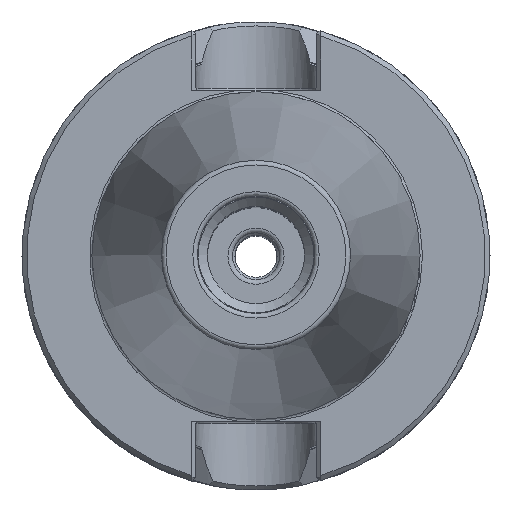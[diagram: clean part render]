
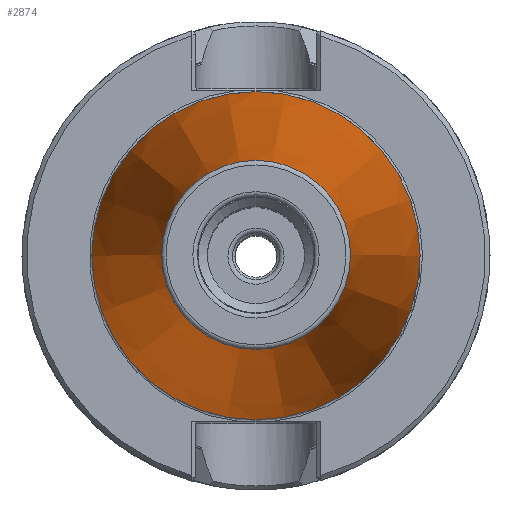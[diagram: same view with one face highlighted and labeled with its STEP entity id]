
A CAD part, top view. The second image highlights one B-rep face of the part: STEP entity #2874.
In plain terms, the highlighted conical face has half-angle 8.297 degrees and reference radius 20.204 mm.
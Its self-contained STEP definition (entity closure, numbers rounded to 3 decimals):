
#266=CONICAL_SURFACE('',#3054,20.204,0.145);
#346=ORIENTED_EDGE('',*,*,#794,.T.);
#347=ORIENTED_EDGE('',*,*,#793,.F.);
#793=EDGE_CURVE('',#1028,#1028,#1211,.T.);
#794=EDGE_CURVE('',#1029,#1029,#1212,.T.);
#1028=VERTEX_POINT('',#3964);
#1029=VERTEX_POINT('',#3967);
#1211=CIRCLE('',#3053,20.204);
#1212=CIRCLE('',#3055,35.065);
#1359=EDGE_LOOP('',(#346));
#1360=EDGE_LOOP('',(#347));
#1597=FACE_BOUND('',#1359,.T.);
#1598=FACE_BOUND('',#1360,.T.);
#2874=ADVANCED_FACE('',(#1597,#1598),#266,.T.);
#3053=AXIS2_PLACEMENT_3D('',#3963,#3379,#3380);
#3054=AXIS2_PLACEMENT_3D('',#3965,#3381,#3382);
#3055=AXIS2_PLACEMENT_3D('',#3966,#3383,#3384);
#3379=DIRECTION('',(0.,0.,1.));
#3380=DIRECTION('',(1.,0.,0.));
#3381=DIRECTION('',(0.,0.,-1.));
#3382=DIRECTION('',(-1.,0.,0.));
#3383=DIRECTION('',(0.,0.,1.));
#3384=DIRECTION('',(1.,0.,0.));
#3963=CARTESIAN_POINT('',(0.,0.,100.944));
#3964=CARTESIAN_POINT('',(20.204,0.,100.944));
#3965=CARTESIAN_POINT('',(0.,0.,100.944));
#3966=CARTESIAN_POINT('',(0.,0.,-0.963));
#3967=CARTESIAN_POINT('',(35.065,0.,-0.963));
